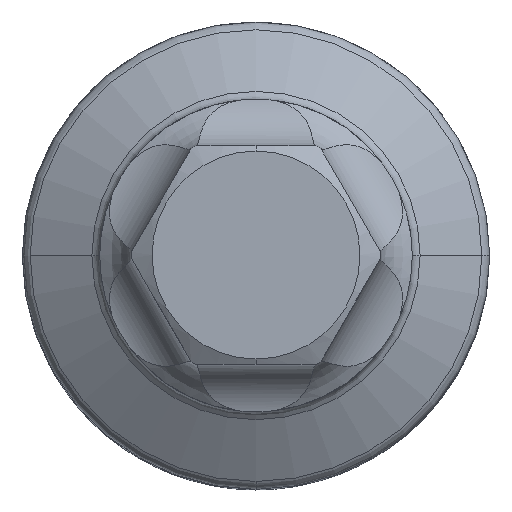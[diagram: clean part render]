
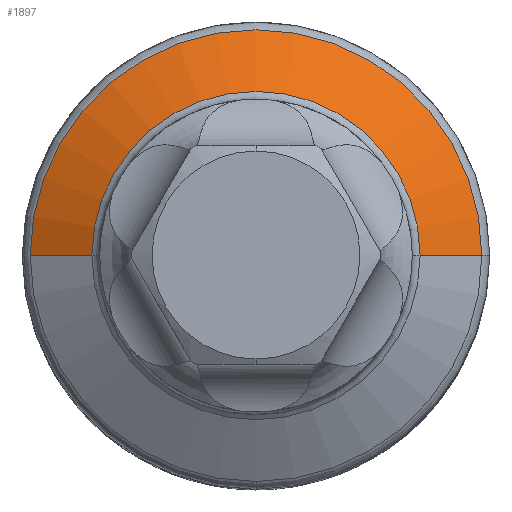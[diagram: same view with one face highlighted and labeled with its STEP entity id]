
A CAD part, top view. The second image highlights one B-rep face of the part: STEP entity #1897.
In plain terms, the highlighted conical face has half-angle 60 degrees and reference radius 12.475 mm.
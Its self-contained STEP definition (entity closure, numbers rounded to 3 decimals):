
#171=CARTESIAN_POINT('',(0.,0.,28.431));
#172=DIRECTION('',(0.,0.,1.));
#173=DIRECTION('',(1.,0.,0.));
#174=AXIS2_PLACEMENT_3D('',#171,#172,#173);
#606=DIRECTION('',(-0.866,0.,-0.5));
#607=VECTOR('',#606,4.561);
#608=CARTESIAN_POINT('',(-10.5,0.,30.711));
#609=LINE('',#608,#607);
#615=DIRECTION('',(0.866,0.,-0.5));
#616=VECTOR('',#615,4.561);
#617=CARTESIAN_POINT('',(10.5,0.,30.711));
#618=LINE('',#617,#616);
#619=CARTESIAN_POINT('',(0.,0.,30.711));
#620=DIRECTION('',(0.,0.,1.));
#621=DIRECTION('',(1.,0.,0.));
#622=AXIS2_PLACEMENT_3D('',#619,#620,#621);
#1317=CARTESIAN_POINT('',(-10.5,0.,30.711));
#1318=CARTESIAN_POINT('',(10.5,0.,30.711));
#1319=VERTEX_POINT('',#1317);
#1320=VERTEX_POINT('',#1318);
#1331=CARTESIAN_POINT('',(14.45,0.,28.431));
#1333=VERTEX_POINT('',#1331);
#1335=CARTESIAN_POINT('',(-14.45,0.,28.431));
#1336=VERTEX_POINT('',#1335);
#1885=CARTESIAN_POINT('',(0.,0.,29.571));
#1886=DIRECTION('',(0.,0.,-1.));
#1887=DIRECTION('',(1.,0.,0.));
#1888=AXIS2_PLACEMENT_3D('',#1885,#1886,#1887);
#1889=CONICAL_SURFACE('',#1888,12.475,60.);
#1890=ORIENTED_EDGE('',*,*,#1490,.F.);
#1891=ORIENTED_EDGE('',*,*,#1880,.F.);
#1893=ORIENTED_EDGE('',*,*,#1892,.T.);
#1894=ORIENTED_EDGE('',*,*,#1876,.T.);
#1895=EDGE_LOOP('',(#1890,#1891,#1893,#1894));
#1896=FACE_OUTER_BOUND('',#1895,.F.);
#1897=ADVANCED_FACE('',(#1896),#1889,.T.);
#175=CIRCLE('',#174,14.45);
#623=CIRCLE('',#622,10.5);
#1490=EDGE_CURVE('',#1333,#1336,#175,.T.);
#1876=EDGE_CURVE('',#1319,#1336,#609,.T.);
#1880=EDGE_CURVE('',#1320,#1333,#618,.T.);
#1892=EDGE_CURVE('',#1320,#1319,#623,.T.);
